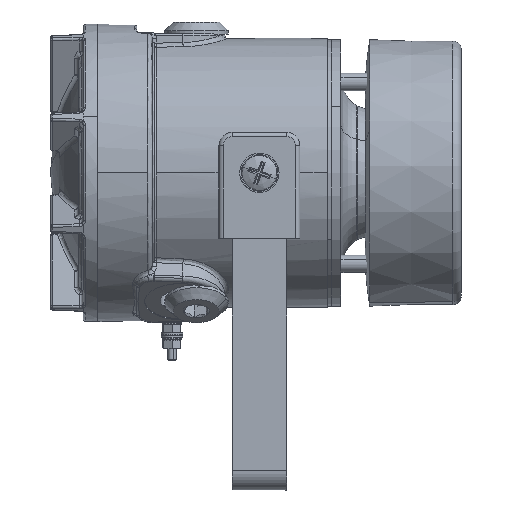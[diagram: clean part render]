
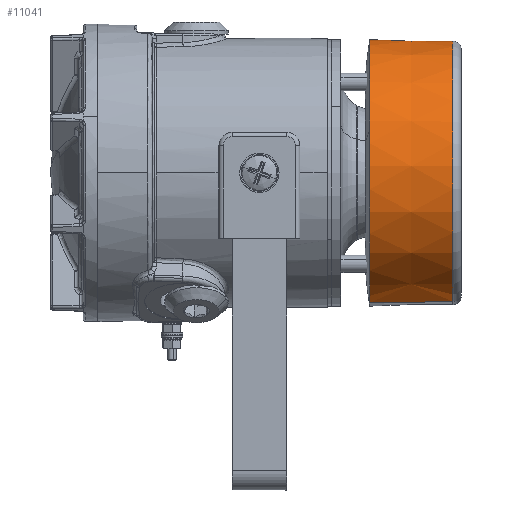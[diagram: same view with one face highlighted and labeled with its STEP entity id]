
A CAD part, front view. The second image highlights one B-rep face of the part: STEP entity #11041.
In plain terms, the highlighted conical face has half-angle 1 degrees and reference radius 61 mm.
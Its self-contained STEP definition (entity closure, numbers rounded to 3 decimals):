
#47 = VECTOR ( 'NONE', #5186, 1000. ) ;
#538 = CARTESIAN_POINT ( 'NONE',  ( 0., 29.2, 0. ) ) ;
#743 = VECTOR ( 'NONE', #22013, 1000. ) ;
#1222 = EDGE_LOOP ( 'NONE', ( #15418, #14378, #6577, #19307 ) ) ;
#3335 = EDGE_CURVE ( 'NONE', #10927, #23880, #26717, .T. ) ;
#3794 = CARTESIAN_POINT ( 'NONE',  ( 0., -8.82, -61. ) ) ;
#4908 = EDGE_CURVE ( 'NONE', #23880, #29566, #32929, .T. ) ;
#5186 = DIRECTION ( 'NONE',  ( 0., -1., 0.017 ) ) ;
#5914 = DIRECTION ( 'NONE',  ( 0., -1., 0. ) ) ;
#6577 = ORIENTED_EDGE ( 'NONE', *, *, #4908, .T. ) ;
#8122 = CARTESIAN_POINT ( 'NONE',  ( 0., -8.82, 61. ) ) ;
#8463 = DIRECTION ( 'NONE',  ( 0., 0., -1. ) ) ;
#9350 = CIRCLE ( 'NONE', #28705, 61. ) ;
#9941 = EDGE_CURVE ( 'NONE', #17077, #29566, #9350, .T. ) ;
#10239 = CARTESIAN_POINT ( 'NONE',  ( 0., 29.2, 60.336 ) ) ;
#10756 = CARTESIAN_POINT ( 'NONE',  ( 0., -8.82, 0. ) ) ;
#10917 = DIRECTION ( 'NONE',  ( 0., 0., -1. ) ) ;
#10927 = VERTEX_POINT ( 'NONE', #10239 ) ;
#11041 = ADVANCED_FACE ( 'NONE', ( #21163 ), #33239, .T. ) ;
#11043 = LINE ( 'NONE', #8122, #47 ) ;
#11324 = EDGE_CURVE ( 'NONE', #10927, #17077, #11043, .T. ) ;
#14378 = ORIENTED_EDGE ( 'NONE', *, *, #3335, .T. ) ;
#15418 = ORIENTED_EDGE ( 'NONE', *, *, #11324, .F. ) ;
#16654 = AXIS2_PLACEMENT_3D ( 'NONE', #10756, #5914, #10917 ) ;
#17077 = VERTEX_POINT ( 'NONE', #22748 ) ;
#18824 = CARTESIAN_POINT ( 'NONE',  ( 0., -8.82, 0. ) ) ;
#18915 = DIRECTION ( 'NONE',  ( 0., 0., -1. ) ) ;
#19176 = DIRECTION ( 'NONE',  ( 0., -1., 0. ) ) ;
#19307 = ORIENTED_EDGE ( 'NONE', *, *, #9941, .F. ) ;
#21163 = FACE_OUTER_BOUND ( 'NONE', #1222, .T. ) ;
#22013 = DIRECTION ( 'NONE',  ( 0., -1., -0.017 ) ) ;
#22748 = CARTESIAN_POINT ( 'NONE',  ( 0., -8.82, 61. ) ) ;
#23880 = VERTEX_POINT ( 'NONE', #25880 ) ;
#25880 = CARTESIAN_POINT ( 'NONE',  ( 0., 29.2, -60.336 ) ) ;
#26177 = CARTESIAN_POINT ( 'NONE',  ( 0., -8.82, -61. ) ) ;
#26542 = DIRECTION ( 'NONE',  ( 0., -1., 0. ) ) ;
#26717 = CIRCLE ( 'NONE', #31686, 60.336 ) ;
#28705 = AXIS2_PLACEMENT_3D ( 'NONE', #18824, #19176, #8463 ) ;
#29566 = VERTEX_POINT ( 'NONE', #26177 ) ;
#31686 = AXIS2_PLACEMENT_3D ( 'NONE', #538, #26542, #18915 ) ;
#32929 = LINE ( 'NONE', #3794, #743 ) ;
#33239 = CONICAL_SURFACE ( 'NONE', #16654, 61., 0.017 ) ;
